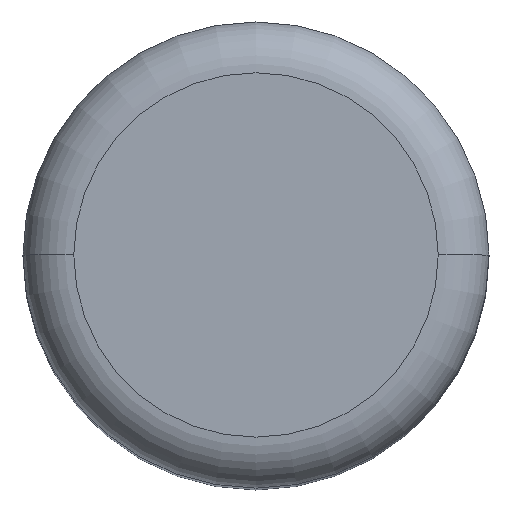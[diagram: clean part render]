
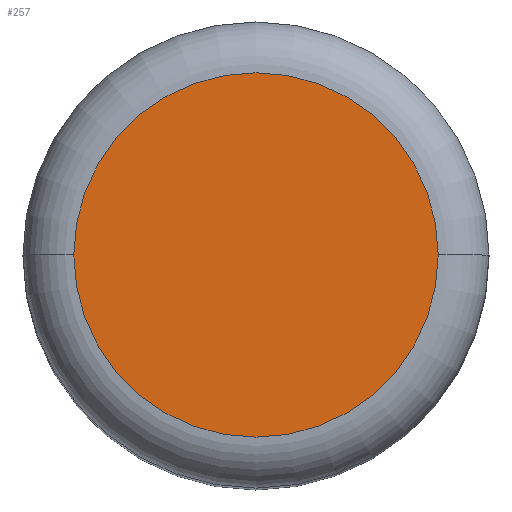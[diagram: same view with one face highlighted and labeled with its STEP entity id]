
A CAD part, top view. The second image highlights one B-rep face of the part: STEP entity #257.
In plain terms, the highlighted planar face has unit normal (0, 0, 1).
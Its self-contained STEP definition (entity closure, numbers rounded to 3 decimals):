
#4 = CARTESIAN_POINT ( 'NONE',  ( 0., 0., 13.5 ) ) ;
#20 = DIRECTION ( 'NONE',  ( 1., 0., 0. ) ) ;
#30 = AXIS2_PLACEMENT_3D ( 'NONE', #41, #157, #399 ) ;
#32 = AXIS2_PLACEMENT_3D ( 'NONE', #206, #298, #20 ) ;
#41 = CARTESIAN_POINT ( 'NONE',  ( 0., 0., 13.5 ) ) ;
#78 = PLANE ( 'NONE',  #32 ) ;
#80 = EDGE_CURVE ( 'NONE', #95, #373, #310, .T. ) ;
#95 = VERTEX_POINT ( 'NONE', #98 ) ;
#98 = CARTESIAN_POINT ( 'NONE',  ( -2.15, 0., 13.5 ) ) ;
#119 = EDGE_CURVE ( 'NONE', #373, #95, #193, .T. ) ;
#157 = DIRECTION ( 'NONE',  ( 0., 0., 1. ) ) ;
#189 = ORIENTED_EDGE ( 'NONE', *, *, #80, .T. ) ;
#193 = CIRCLE ( 'NONE', #30, 2.15 ) ;
#206 = CARTESIAN_POINT ( 'NONE',  ( 0., 0., 13.5 ) ) ;
#242 = CARTESIAN_POINT ( 'NONE',  ( 2.15, 0., 13.5 ) ) ;
#247 = EDGE_LOOP ( 'NONE', ( #328, #189 ) ) ;
#252 = DIRECTION ( 'NONE',  ( 0., 0., 1. ) ) ;
#257 = ADVANCED_FACE ( 'NONE', ( #264 ), #78, .T. ) ;
#264 = FACE_OUTER_BOUND ( 'NONE', #247, .T. ) ;
#298 = DIRECTION ( 'NONE',  ( 0., 0., 1. ) ) ;
#310 = CIRCLE ( 'NONE', #385, 2.15 ) ;
#325 = DIRECTION ( 'NONE',  ( 1., 0., 0. ) ) ;
#328 = ORIENTED_EDGE ( 'NONE', *, *, #119, .T. ) ;
#373 = VERTEX_POINT ( 'NONE', #242 ) ;
#385 = AXIS2_PLACEMENT_3D ( 'NONE', #4, #252, #325 ) ;
#399 = DIRECTION ( 'NONE',  ( 1., 0., 0. ) ) ;
